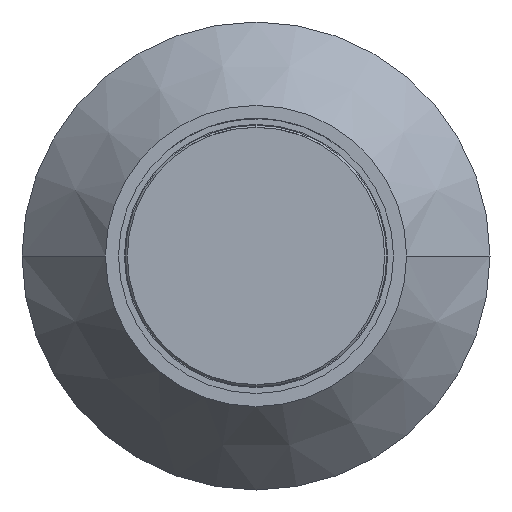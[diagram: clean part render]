
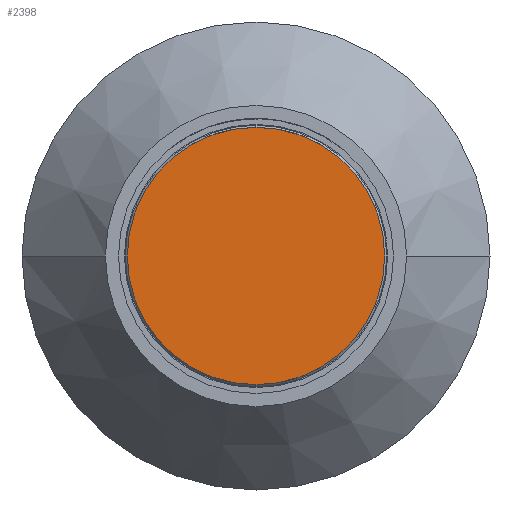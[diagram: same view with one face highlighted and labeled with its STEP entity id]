
A CAD part, front view. The second image highlights one B-rep face of the part: STEP entity #2398.
In plain terms, the highlighted planar face has unit normal (0, -1, 0).
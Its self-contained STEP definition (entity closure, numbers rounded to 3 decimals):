
#124 = DIRECTION ( 'NONE',  ( 1., 0., 0. ) ) ;
#131 = CARTESIAN_POINT ( 'NONE',  ( -2.2, 0., 0. ) ) ;
#478 = AXIS2_PLACEMENT_3D ( 'NONE', #3000, #1090, #2053 ) ;
#523 = CIRCLE ( 'NONE', #1615, 2.2 ) ;
#758 = PLANE ( 'NONE',  #2750 ) ;
#894 = ORIENTED_EDGE ( 'NONE', *, *, #3878, .T. ) ;
#1090 = DIRECTION ( 'NONE',  ( 0., -1., 0. ) ) ;
#1266 = EDGE_CURVE ( 'Defeature ausgef�hrt7_37+Defeature ausgef�hrt7_30+Defeature ausgef�hrt7_30+Defeature ausgef�hrt7_30', #1982, #2126, #523, .T. ) ;
#1367 = EDGE_LOOP ( 'NONE', ( #894, #3498 ) ) ;
#1615 = AXIS2_PLACEMENT_3D ( 'NONE', #2068, #3377, #3649 ) ;
#1696 = CIRCLE ( 'NONE', #478, 2.2 ) ;
#1982 = VERTEX_POINT ( 'NONE', #3280 ) ;
#2053 = DIRECTION ( 'NONE',  ( -1., 0., 0. ) ) ;
#2068 = CARTESIAN_POINT ( 'NONE',  ( 0., 0., 0. ) ) ;
#2126 = VERTEX_POINT ( 'NONE', #131 ) ;
#2214 = FACE_OUTER_BOUND ( 'NONE', #1367, .T. ) ;
#2398 = ADVANCED_FACE ( 'Defeature ausgef�hrt7_37', ( #2214 ), #758, .F. ) ;
#2750 = AXIS2_PLACEMENT_3D ( 'NONE', #3646, #3316, #124 ) ;
#3000 = CARTESIAN_POINT ( 'NONE',  ( 0., 0., 0. ) ) ;
#3280 = CARTESIAN_POINT ( 'NONE',  ( 2.2, 0., 0. ) ) ;
#3316 = DIRECTION ( 'NONE',  ( 0., 1., 0. ) ) ;
#3377 = DIRECTION ( 'NONE',  ( 0., -1., 0. ) ) ;
#3498 = ORIENTED_EDGE ( 'NONE', *, *, #1266, .T. ) ;
#3646 = CARTESIAN_POINT ( 'NONE',  ( 0., 0., -1.9 ) ) ;
#3649 = DIRECTION ( 'NONE',  ( -1., 0., 0. ) ) ;
#3878 = EDGE_CURVE ( 'Defeature ausgef�hrt7_37+Defeature ausgef�hrt7_30+Defeature ausgef�hrt7_30+Defeature ausgef�hrt7_30', #2126, #1982, #1696, .T. ) ;
